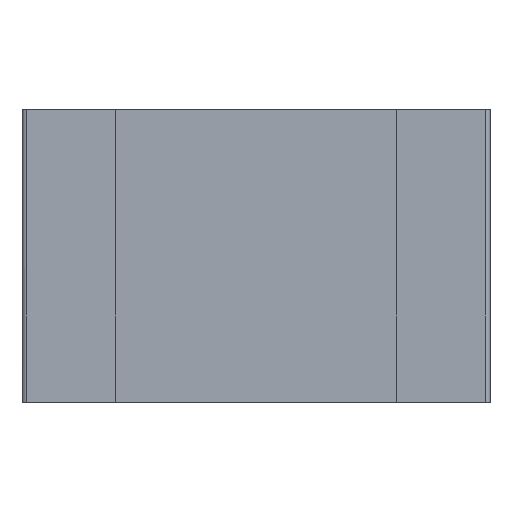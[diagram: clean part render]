
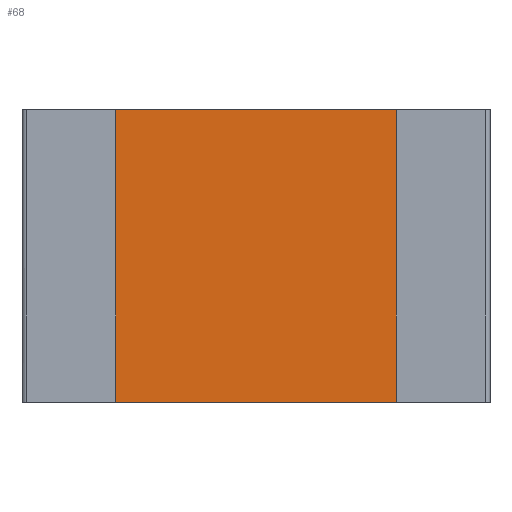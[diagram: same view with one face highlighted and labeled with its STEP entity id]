
A CAD part, top view. The second image highlights one B-rep face of the part: STEP entity #68.
In plain terms, the highlighted planar face has unit normal (0, 0, 1).
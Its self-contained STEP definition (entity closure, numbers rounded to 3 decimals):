
#68=ADVANCED_FACE('',(#114),#1528,.T.);
#114=FACE_OUTER_BOUND('',#160,.T.);
#160=EDGE_LOOP('',(#247,#248,#249,#250));
#247=ORIENTED_EDGE('',*,*,#1193,.T.);
#248=ORIENTED_EDGE('',*,*,#1194,.T.);
#249=ORIENTED_EDGE('',*,*,#1195,.T.);
#250=ORIENTED_EDGE('',*,*,#1190,.F.);
#472=PCURVE('',#1527,#700);
#475=PCURVE('',#1528,#703);
#476=PCURVE('',#1528,#704);
#477=PCURVE('',#1528,#705);
#478=PCURVE('',#1528,#706);
#482=PCURVE('',#1529,#710);
#489=PCURVE('',#1531,#717);
#492=PCURVE('',#1532,#720);
#700=DEFINITIONAL_REPRESENTATION('',(#914),#2734);
#703=DEFINITIONAL_REPRESENTATION('',(#920),#2734);
#704=DEFINITIONAL_REPRESENTATION('',(#922),#2734);
#705=DEFINITIONAL_REPRESENTATION('',(#924),#2734);
#706=DEFINITIONAL_REPRESENTATION('',(#925),#2734);
#710=DEFINITIONAL_REPRESENTATION('',(#932),#2734);
#717=DEFINITIONAL_REPRESENTATION('',(#941),#2734);
#720=DEFINITIONAL_REPRESENTATION('',(#944),#2734);
#913=B_SPLINE_CURVE_WITH_KNOTS('',1,(#1881,#1882),.UNSPECIFIED.,.F.,.F.,
(2,2),(0.,1.25),.UNSPECIFIED.);
#914=B_SPLINE_CURVE_WITH_KNOTS('',1,(#1883,#1884),.UNSPECIFIED.,.F.,.F.,
(2,2),(0.,1.25),.UNSPECIFIED.);
#919=B_SPLINE_CURVE_WITH_KNOTS('',1,(#1893,#1894),.UNSPECIFIED.,.F.,.F.,
(2,2),(0.05,1.25),.UNSPECIFIED.);
#920=B_SPLINE_CURVE_WITH_KNOTS('',1,(#1895,#1896),.UNSPECIFIED.,.F.,.F.,
(2,2),(0.05,1.25),.UNSPECIFIED.);
#921=B_SPLINE_CURVE_WITH_KNOTS('',1,(#1897,#1898),.UNSPECIFIED.,.F.,.F.,
(2,2),(0.,1.25),.UNSPECIFIED.);
#922=B_SPLINE_CURVE_WITH_KNOTS('',1,(#1899,#1900),.UNSPECIFIED.,.F.,.F.,
(2,2),(0.,1.25),.UNSPECIFIED.);
#923=B_SPLINE_CURVE_WITH_KNOTS('',1,(#1901,#1902),.UNSPECIFIED.,.F.,.F.,
(2,2),(-1.25,-0.05),.UNSPECIFIED.);
#924=B_SPLINE_CURVE_WITH_KNOTS('',1,(#1903,#1904),.UNSPECIFIED.,.F.,.F.,
(2,2),(-1.25,-0.05),.UNSPECIFIED.);
#925=B_SPLINE_CURVE_WITH_KNOTS('',1,(#1905,#1906),.UNSPECIFIED.,.F.,.F.,
(2,2),(0.,1.25),.UNSPECIFIED.);
#932=B_SPLINE_CURVE_WITH_KNOTS('',1,(#1919,#1920),.UNSPECIFIED.,.F.,.F.,
(2,2),(0.,1.25),.UNSPECIFIED.);
#941=B_SPLINE_CURVE_WITH_KNOTS('',1,(#1937,#1938),.UNSPECIFIED.,.F.,.F.,
(2,2),(0.05,1.25),.UNSPECIFIED.);
#944=B_SPLINE_CURVE_WITH_KNOTS('',1,(#1943,#1944),.UNSPECIFIED.,.F.,.F.,
(2,2),(-1.25,-0.05),.UNSPECIFIED.);
#1076=SURFACE_CURVE('',#913,(#472,#478),.PCURVE_S1.);
#1079=SURFACE_CURVE('',#919,(#475,#489),.PCURVE_S1.);
#1080=SURFACE_CURVE('',#921,(#476,#482),.PCURVE_S1.);
#1081=SURFACE_CURVE('',#923,(#477,#492),.PCURVE_S1.);
#1190=EDGE_CURVE('',#1466,#1467,#1076,.T.);
#1193=EDGE_CURVE('',#1466,#1469,#1079,.T.);
#1194=EDGE_CURVE('',#1469,#1470,#1080,.T.);
#1195=EDGE_CURVE('',#1470,#1467,#1081,.T.);
#1466=VERTEX_POINT('',#1870);
#1467=VERTEX_POINT('',#1871);
#1469=VERTEX_POINT('',#1873);
#1470=VERTEX_POINT('',#1874);
#1527=PLANE('',#1593);
#1528=PLANE('',#1594);
#1529=PLANE('',#1595);
#1531=PLANE('',#1597);
#1532=PLANE('',#1598);
#1593=AXIS2_PLACEMENT_3D('',#1863,#1608,$);
#1594=AXIS2_PLACEMENT_3D('',#1864,#1609,$);
#1595=AXIS2_PLACEMENT_3D('',#1865,#1610,$);
#1597=AXIS2_PLACEMENT_3D('',#1867,#1612,$);
#1598=AXIS2_PLACEMENT_3D('',#1868,#1613,$);
#1608=DIRECTION('',(-1.,0.,0.));
#1609=DIRECTION('',(0.,0.,1.));
#1610=DIRECTION('',(1.,0.,0.));
#1612=DIRECTION('',(0.,-1.,0.));
#1613=DIRECTION('',(0.,1.,0.));
#1863=CARTESIAN_POINT('',(-0.6,-0.63,0.45));
#1864=CARTESIAN_POINT('',(-0.6,-0.63,0.5));
#1865=CARTESIAN_POINT('',(0.6,-0.63,0.5));
#1867=CARTESIAN_POINT('',(-0.6,-0.63,0.45));
#1868=CARTESIAN_POINT('',(-0.6,0.62,0.45));
#1870=CARTESIAN_POINT('',(-0.6,-0.63,0.5));
#1871=CARTESIAN_POINT('',(-0.6,0.62,0.5));
#1873=CARTESIAN_POINT('',(0.6,-0.63,0.5));
#1874=CARTESIAN_POINT('',(0.6,0.62,0.5));
#1881=CARTESIAN_POINT('',(-0.6,-0.63,0.5));
#1882=CARTESIAN_POINT('',(-0.6,0.62,0.5));
#1883=CARTESIAN_POINT('',(0.05,0.));
#1884=CARTESIAN_POINT('',(0.05,1.25));
#1893=CARTESIAN_POINT('',(-0.6,-0.63,0.5));
#1894=CARTESIAN_POINT('',(0.6,-0.63,0.5));
#1895=CARTESIAN_POINT('',(0.05,0.));
#1896=CARTESIAN_POINT('',(1.25,0.));
#1897=CARTESIAN_POINT('',(0.6,-0.63,0.5));
#1898=CARTESIAN_POINT('',(0.6,0.62,0.5));
#1899=CARTESIAN_POINT('',(1.25,0.));
#1900=CARTESIAN_POINT('',(1.25,1.25));
#1901=CARTESIAN_POINT('',(0.6,0.62,0.5));
#1902=CARTESIAN_POINT('',(-0.6,0.62,0.5));
#1903=CARTESIAN_POINT('',(1.25,1.25));
#1904=CARTESIAN_POINT('',(0.05,1.25));
#1905=CARTESIAN_POINT('',(0.05,0.));
#1906=CARTESIAN_POINT('',(0.05,1.25));
#1919=CARTESIAN_POINT('',(1.25,0.));
#1920=CARTESIAN_POINT('',(1.25,1.25));
#1937=CARTESIAN_POINT('',(0.,0.05));
#1938=CARTESIAN_POINT('',(1.2,0.05));
#1943=CARTESIAN_POINT('',(0.05,1.2));
#1944=CARTESIAN_POINT('',(0.05,0.));
#2734=(
GEOMETRIC_REPRESENTATION_CONTEXT(2)
PARAMETRIC_REPRESENTATION_CONTEXT()
REPRESENTATION_CONTEXT('pspace','')
);
